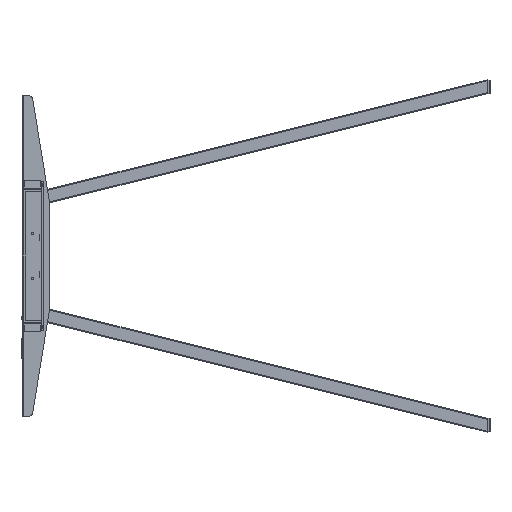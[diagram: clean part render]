
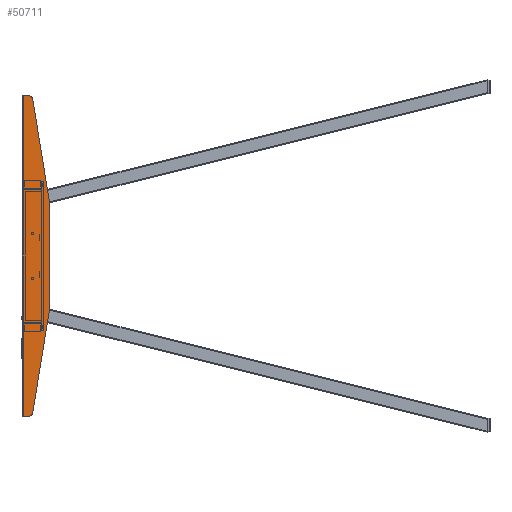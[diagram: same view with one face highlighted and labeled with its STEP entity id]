
A CAD part, left-side view. The second image highlights one B-rep face of the part: STEP entity #50711.
In plain terms, the highlighted planar face has unit normal (-1, 0, 0).
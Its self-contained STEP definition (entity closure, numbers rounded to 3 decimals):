
#869 = DIRECTION ( 'NONE',  ( -1., 0., 0. ) ) ;
#2222 = DIRECTION ( 'NONE',  ( 0., 0., 1. ) ) ;
#2811 = VECTOR ( 'NONE', #57328, 1000. ) ;
#5764 = EDGE_CURVE ( 'NONE', #27833, #52864, #46244, .T. ) ;
#5797 = CARTESIAN_POINT ( 'NONE',  ( -2389.5, 989.675, -128.982 ) ) ;
#6417 = EDGE_CURVE ( 'NONE', #58889, #14912, #14010, .T. ) ;
#7735 = VERTEX_POINT ( 'NONE', #27858 ) ;
#8669 = CARTESIAN_POINT ( 'NONE',  ( -2389.5, 1025.834, 351.603 ) ) ;
#9315 = CARTESIAN_POINT ( 'NONE',  ( -2389.5, 989.028, -125. ) ) ;
#10559 = CARTESIAN_POINT ( 'NONE',  ( -2389.5, 1027.198, -360. ) ) ;
#11393 = DIRECTION ( 'NONE',  ( -1., 0., 0. ) ) ;
#14010 = LINE ( 'NONE', #9315, #2811 ) ;
#14912 = VERTEX_POINT ( 'NONE', #25021 ) ;
#14993 = EDGE_CURVE ( 'NONE', #58889, #23924, #46962, .T. ) ;
#15270 = CIRCLE ( 'NONE', #56804, 50. ) ;
#15318 = VECTOR ( 'NONE', #17182, 1000. ) ;
#15486 = AXIS2_PLACEMENT_3D ( 'NONE', #30251, #11393, #16212 ) ;
#15904 = DIRECTION ( 'NONE',  ( 0., 0., -1. ) ) ;
#16212 = DIRECTION ( 'NONE',  ( 0., 0., 1. ) ) ;
#16492 = CARTESIAN_POINT ( 'NONE',  ( -2389.5, 1025.834, -351.603 ) ) ;
#17182 = DIRECTION ( 'NONE',  ( 0., -1., 0. ) ) ;
#17397 = DIRECTION ( 'NONE',  ( -1., 0., 0. ) ) ;
#17463 = CIRCLE ( 'NONE', #54010, 10. ) ;
#19336 = EDGE_CURVE ( 'NONE', #27833, #39027, #52297, .T. ) ;
#21286 = ORIENTED_EDGE ( 'NONE', *, *, #5764, .F. ) ;
#21893 = VECTOR ( 'NONE', #60901, 1000. ) ;
#22709 = VERTEX_POINT ( 'NONE', #8669 ) ;
#23229 = ORIENTED_EDGE ( 'NONE', *, *, #56596, .T. ) ;
#23707 = EDGE_CURVE ( 'NONE', #24916, #7735, #53598, .T. ) ;
#23924 = VERTEX_POINT ( 'NONE', #52953 ) ;
#24916 = VERTEX_POINT ( 'NONE', #58044 ) ;
#25021 = CARTESIAN_POINT ( 'NONE',  ( -2389.5, 989.028, -120.966 ) ) ;
#25308 = FACE_OUTER_BOUND ( 'NONE', #55892, .T. ) ;
#27833 = VERTEX_POINT ( 'NONE', #39077 ) ;
#27858 = CARTESIAN_POINT ( 'NONE',  ( -2389.5, 1035.705, 360. ) ) ;
#28127 = CARTESIAN_POINT ( 'NONE',  ( -2389.5, 1046.028, -360. ) ) ;
#30251 = CARTESIAN_POINT ( 'NONE',  ( -2389.5, 1050.028, 360. ) ) ;
#30507 = CARTESIAN_POINT ( 'NONE',  ( -2389.5, 989.028, 120.966 ) ) ;
#31072 = ORIENTED_EDGE ( 'NONE', *, *, #19336, .T. ) ;
#31314 = DIRECTION ( 'NONE',  ( -1., 0., 0. ) ) ;
#31836 = DIRECTION ( 'NONE',  ( 0., 1., 0. ) ) ;
#32055 = CARTESIAN_POINT ( 'NONE',  ( -2389.5, 1039.028, -120.966 ) ) ;
#32774 = DIRECTION ( 'NONE',  ( 0., 0., 1. ) ) ;
#33485 = VECTOR ( 'NONE', #31836, 1000. ) ;
#34876 = LINE ( 'NONE', #59097, #36410 ) ;
#35982 = CARTESIAN_POINT ( 'NONE',  ( -2389.5, 1039.028, 120.966 ) ) ;
#36068 = EDGE_CURVE ( 'NONE', #49118, #14912, #15270, .T. ) ;
#36181 = LINE ( 'NONE', #10559, #39960 ) ;
#36410 = VECTOR ( 'NONE', #15904, 1000. ) ;
#37680 = EDGE_CURVE ( 'NONE', #24916, #52864, #34876, .T. ) ;
#37758 = AXIS2_PLACEMENT_3D ( 'NONE', #35982, #31314, #2222 ) ;
#39027 = VERTEX_POINT ( 'NONE', #16492 ) ;
#39077 = CARTESIAN_POINT ( 'NONE',  ( -2389.5, 1035.705, -360. ) ) ;
#39134 = EDGE_CURVE ( 'NONE', #22709, #23924, #48135, .T. ) ;
#39448 = ORIENTED_EDGE ( 'NONE', *, *, #6417, .F. ) ;
#39960 = VECTOR ( 'NONE', #48747, 1000. ) ;
#40229 = CARTESIAN_POINT ( 'NONE',  ( -2389.5, 1050.028, -360. ) ) ;
#42157 = ORIENTED_EDGE ( 'NONE', *, *, #39134, .F. ) ;
#45898 = DIRECTION ( 'NONE',  ( 0., 0., 1. ) ) ;
#46047 = ORIENTED_EDGE ( 'NONE', *, *, #23707, .F. ) ;
#46148 = EDGE_CURVE ( 'NONE', #49118, #39027, #36181, .T. ) ;
#46244 = LINE ( 'NONE', #40229, #33485 ) ;
#46962 = CIRCLE ( 'NONE', #37758, 50. ) ;
#48135 = LINE ( 'NONE', #55891, #21893 ) ;
#48747 = DIRECTION ( 'NONE',  ( 0., 0.16, -0.987 ) ) ;
#49118 = VERTEX_POINT ( 'NONE', #5797 ) ;
#49825 = ORIENTED_EDGE ( 'NONE', *, *, #14993, .T. ) ;
#50624 = ORIENTED_EDGE ( 'NONE', *, *, #36068, .T. ) ;
#50711 = ADVANCED_FACE ( 'NONE', ( #25308 ), #58981, .T. ) ;
#50941 = CARTESIAN_POINT ( 'NONE',  ( -2389.5, 1027.198, 360. ) ) ;
#51431 = ORIENTED_EDGE ( 'NONE', *, *, #46148, .F. ) ;
#52297 = CIRCLE ( 'NONE', #53490, 10. ) ;
#52864 = VERTEX_POINT ( 'NONE', #28127 ) ;
#52953 = CARTESIAN_POINT ( 'NONE',  ( -2389.5, 989.675, 128.982 ) ) ;
#53034 = DIRECTION ( 'NONE',  ( 0., 0., 1. ) ) ;
#53490 = AXIS2_PLACEMENT_3D ( 'NONE', #58478, #869, #53034 ) ;
#53598 = LINE ( 'NONE', #50941, #15318 ) ;
#54010 = AXIS2_PLACEMENT_3D ( 'NONE', #61877, #57493, #32774 ) ;
#55891 = CARTESIAN_POINT ( 'NONE',  ( -2389.5, 989.028, 125. ) ) ;
#55892 = EDGE_LOOP ( 'NONE', ( #51431, #50624, #39448, #49825, #42157, #23229, #46047, #58378, #21286, #31072 ) ) ;
#56596 = EDGE_CURVE ( 'NONE', #22709, #7735, #17463, .T. ) ;
#56804 = AXIS2_PLACEMENT_3D ( 'NONE', #32055, #17397, #45898 ) ;
#57328 = DIRECTION ( 'NONE',  ( 0., 0., -1. ) ) ;
#57493 = DIRECTION ( 'NONE',  ( -1., 0., 0. ) ) ;
#58044 = CARTESIAN_POINT ( 'NONE',  ( -2389.5, 1046.028, 360. ) ) ;
#58378 = ORIENTED_EDGE ( 'NONE', *, *, #37680, .T. ) ;
#58478 = CARTESIAN_POINT ( 'NONE',  ( -2389.5, 1035.705, -350. ) ) ;
#58889 = VERTEX_POINT ( 'NONE', #30507 ) ;
#58981 = PLANE ( 'NONE',  #15486 ) ;
#59097 = CARTESIAN_POINT ( 'NONE',  ( -2389.5, 1046.028, 360. ) ) ;
#60901 = DIRECTION ( 'NONE',  ( 0., -0.16, -0.987 ) ) ;
#61877 = CARTESIAN_POINT ( 'NONE',  ( -2389.5, 1035.705, 350. ) ) ;
